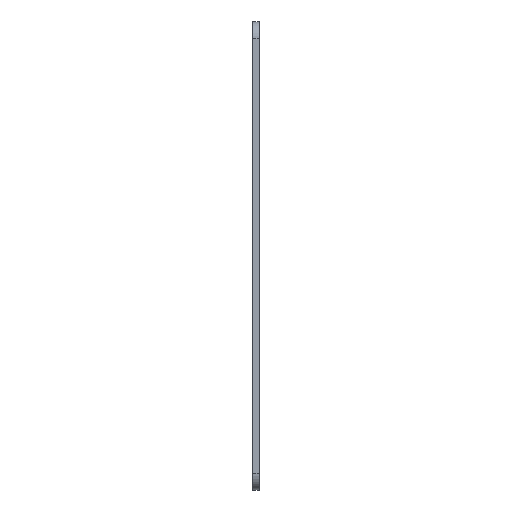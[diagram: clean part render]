
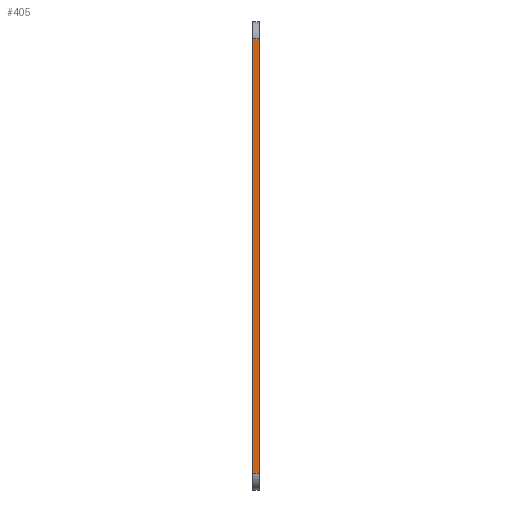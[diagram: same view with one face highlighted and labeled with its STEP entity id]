
A CAD part, left-side view. The second image highlights one B-rep face of the part: STEP entity #405.
In plain terms, the highlighted planar face has unit normal (-1, 0, 0).
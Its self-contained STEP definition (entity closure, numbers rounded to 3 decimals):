
#81 = CARTESIAN_POINT ( 'NONE',  ( -184., 2., -65.5 ) ) ;
#124 = LINE ( 'NONE', #1665, #1671 ) ;
#235 = CARTESIAN_POINT ( 'NONE',  ( -184., 2., 65.5 ) ) ;
#250 = VECTOR ( 'NONE', #568, 1000. ) ;
#289 = VECTOR ( 'NONE', #1638, 1000. ) ;
#295 = CARTESIAN_POINT ( 'NONE',  ( -184., 2., -70.5 ) ) ;
#300 = VERTEX_POINT ( 'NONE', #335 ) ;
#324 = VECTOR ( 'NONE', #1034, 1000. ) ;
#335 = CARTESIAN_POINT ( 'NONE',  ( -184., 0., -65.5 ) ) ;
#381 = DIRECTION ( 'NONE',  ( 0., 0., -1. ) ) ;
#405 = ADVANCED_FACE ( 'NONE', ( #1437 ), #2121, .F. ) ;
#458 = LINE ( 'NONE', #295, #324 ) ;
#497 = VERTEX_POINT ( 'NONE', #235 ) ;
#505 = EDGE_CURVE ( 'NONE', #779, #300, #1637, .T. ) ;
#559 = CARTESIAN_POINT ( 'NONE',  ( -184., 2., -70.5 ) ) ;
#568 = DIRECTION ( 'NONE',  ( 0., -1., 0. ) ) ;
#572 = EDGE_CURVE ( 'NONE', #779, #497, #458, .T. ) ;
#584 = ORIENTED_EDGE ( 'NONE', *, *, #505, .T. ) ;
#633 = LINE ( 'NONE', #2026, #289 ) ;
#759 = CARTESIAN_POINT ( 'NONE',  ( -184., 2., -65.5 ) ) ;
#779 = VERTEX_POINT ( 'NONE', #81 ) ;
#988 = AXIS2_PLACEMENT_3D ( 'NONE', #559, #1950, #381 ) ;
#1034 = DIRECTION ( 'NONE',  ( 0., 0., 1. ) ) ;
#1121 = CARTESIAN_POINT ( 'NONE',  ( -184., 0., 65.5 ) ) ;
#1186 = VERTEX_POINT ( 'NONE', #1121 ) ;
#1288 = ORIENTED_EDGE ( 'NONE', *, *, #1352, .T. ) ;
#1352 = EDGE_CURVE ( 'NONE', #1186, #497, #124, .T. ) ;
#1437 = FACE_OUTER_BOUND ( 'NONE', #1447, .T. ) ;
#1447 = EDGE_LOOP ( 'NONE', ( #1930, #584, #1577, #1288 ) ) ;
#1577 = ORIENTED_EDGE ( 'NONE', *, *, #1651, .T. ) ;
#1637 = LINE ( 'NONE', #759, #250 ) ;
#1638 = DIRECTION ( 'NONE',  ( 0., 0., 1. ) ) ;
#1651 = EDGE_CURVE ( 'NONE', #300, #1186, #633, .T. ) ;
#1665 = CARTESIAN_POINT ( 'NONE',  ( -184., 2., 65.5 ) ) ;
#1671 = VECTOR ( 'NONE', #2067, 1000. ) ;
#1930 = ORIENTED_EDGE ( 'NONE', *, *, #572, .F. ) ;
#1950 = DIRECTION ( 'NONE',  ( 1., 0., 0. ) ) ;
#2026 = CARTESIAN_POINT ( 'NONE',  ( -184., 0., -70.5 ) ) ;
#2067 = DIRECTION ( 'NONE',  ( 0., 1., 0. ) ) ;
#2121 = PLANE ( 'NONE',  #988 ) ;
